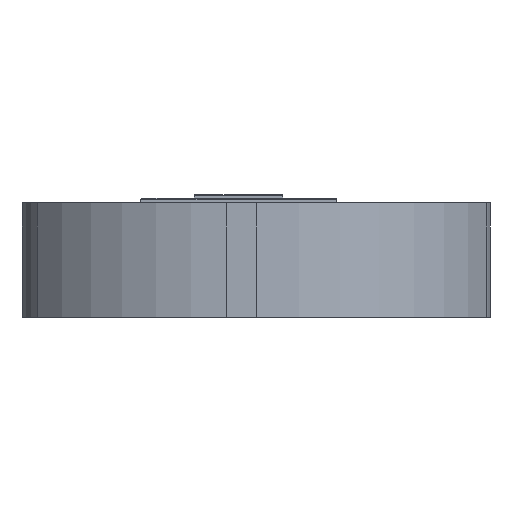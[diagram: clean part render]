
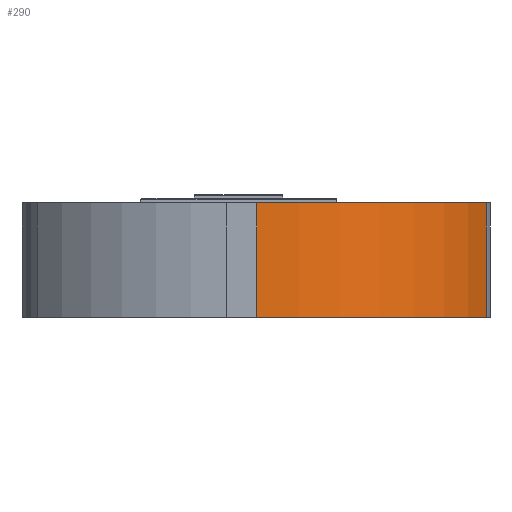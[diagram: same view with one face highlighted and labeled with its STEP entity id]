
A CAD part, front view. The second image highlights one B-rep face of the part: STEP entity #290.
In plain terms, the highlighted cylindrical face has radius 205 mm (diameter 410 mm), a partial arc.
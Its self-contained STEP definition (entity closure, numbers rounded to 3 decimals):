
#6 = DIRECTION ( 'NONE',  ( 0., 0., 1. ) ) ;
#19 = DIRECTION ( 'NONE',  ( 0., 0., 1. ) ) ;
#230 = VECTOR ( 'NONE', #19, 1000. ) ;
#290 = ADVANCED_FACE ( 'NONE', ( #658 ), #2610, .T. ) ;
#361 = DIRECTION ( 'NONE',  ( 1., 0., 0. ) ) ;
#658 = FACE_OUTER_BOUND ( 'NONE', #728, .T. ) ;
#728 = EDGE_LOOP ( 'NONE', ( #3532, #1797, #2140, #2114 ) ) ;
#1019 = CARTESIAN_POINT ( 'NONE',  ( 35.148, -786.969, 0. ) ) ;
#1033 = AXIS2_PLACEMENT_3D ( 'NONE', #2877, #2843, #361 ) ;
#1056 = VERTEX_POINT ( 'NONE', #1923 ) ;
#1073 = EDGE_CURVE ( 'NONE', #3602, #1056, #2552, .T. ) ;
#1223 = CARTESIAN_POINT ( 'NONE',  ( 35.148, -581.969, 0. ) ) ;
#1283 = CARTESIAN_POINT ( 'NONE',  ( 227.437, -653.03, -96. ) ) ;
#1291 = EDGE_CURVE ( 'NONE', #1719, #3602, #1444, .T. ) ;
#1300 = CARTESIAN_POINT ( 'NONE',  ( 35.148, -786.969, -96. ) ) ;
#1444 = CIRCLE ( 'NONE', #2547, 205. ) ;
#1544 = EDGE_CURVE ( 'NONE', #1719, #2612, #1746, .T. ) ;
#1564 = EDGE_CURVE ( 'NONE', #2612, #1056, #2864, .T. ) ;
#1719 = VERTEX_POINT ( 'NONE', #1300 ) ;
#1746 = LINE ( 'NONE', #2035, #2641 ) ;
#1797 = ORIENTED_EDGE ( 'NONE', *, *, #1544, .F. ) ;
#1923 = CARTESIAN_POINT ( 'NONE',  ( 227.437, -653.03, 0. ) ) ;
#1942 = DIRECTION ( 'NONE',  ( 1., 0., 0. ) ) ;
#2035 = CARTESIAN_POINT ( 'NONE',  ( 35.148, -786.969, -96. ) ) ;
#2114 = ORIENTED_EDGE ( 'NONE', *, *, #1073, .T. ) ;
#2140 = ORIENTED_EDGE ( 'NONE', *, *, #1291, .T. ) ;
#2178 = AXIS2_PLACEMENT_3D ( 'NONE', #1223, #6, #1942 ) ;
#2319 = DIRECTION ( 'NONE',  ( 0., 0., 1. ) ) ;
#2515 = CARTESIAN_POINT ( 'NONE',  ( 227.437, -653.03, -96. ) ) ;
#2547 = AXIS2_PLACEMENT_3D ( 'NONE', #3196, #2319, #2868 ) ;
#2552 = LINE ( 'NONE', #2515, #230 ) ;
#2610 = CYLINDRICAL_SURFACE ( 'NONE', #1033, 205. ) ;
#2612 = VERTEX_POINT ( 'NONE', #1019 ) ;
#2641 = VECTOR ( 'NONE', #3113, 1000. ) ;
#2843 = DIRECTION ( 'NONE',  ( 0., 0., 1. ) ) ;
#2864 = CIRCLE ( 'NONE', #2178, 205. ) ;
#2868 = DIRECTION ( 'NONE',  ( 1., 0., 0. ) ) ;
#2877 = CARTESIAN_POINT ( 'NONE',  ( 35.148, -581.969, -96. ) ) ;
#3113 = DIRECTION ( 'NONE',  ( 0., 0., 1. ) ) ;
#3196 = CARTESIAN_POINT ( 'NONE',  ( 35.148, -581.969, -96. ) ) ;
#3532 = ORIENTED_EDGE ( 'NONE', *, *, #1564, .F. ) ;
#3602 = VERTEX_POINT ( 'NONE', #1283 ) ;
